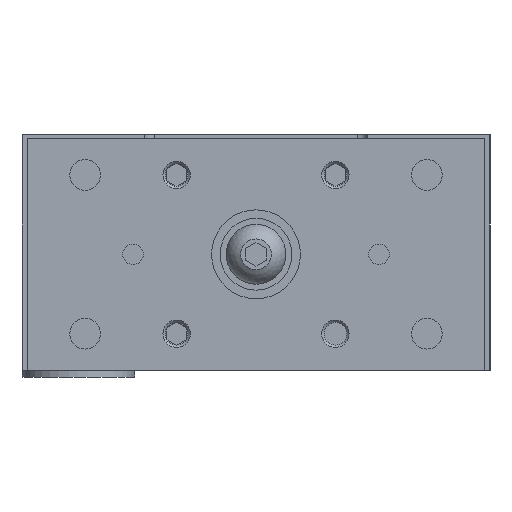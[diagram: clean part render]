
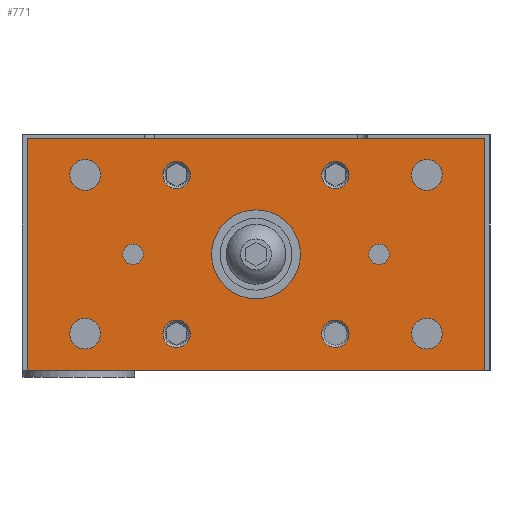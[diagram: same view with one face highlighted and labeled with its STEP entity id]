
A CAD part, left-side view. The second image highlights one B-rep face of the part: STEP entity #771.
In plain terms, the highlighted planar face has unit normal (-1, 0, 0).
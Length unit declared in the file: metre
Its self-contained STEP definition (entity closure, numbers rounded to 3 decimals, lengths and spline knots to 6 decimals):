
#771 = ADVANCED_FACE( '', ( #1858, #1859, #1860, #1861, #1862, #1863, #1864, #1865, #1866, #1867, #1868, #1869 ), #1870, .T. );
#1858 = FACE_OUTER_BOUND( '', #3325, .T. );
#1859 = FACE_BOUND( '', #3326, .T. );
#1860 = FACE_BOUND( '', #3327, .T. );
#1861 = FACE_BOUND( '', #3328, .T. );
#1862 = FACE_BOUND( '', #3329, .T. );
#1863 = FACE_BOUND( '', #3330, .T. );
#1864 = FACE_BOUND( '', #3331, .T. );
#1865 = FACE_BOUND( '', #3332, .T. );
#1866 = FACE_BOUND( '', #3333, .T. );
#1867 = FACE_BOUND( '', #3334, .T. );
#1868 = FACE_BOUND( '', #3335, .T. );
#1869 = FACE_BOUND( '', #3336, .T. );
#1870 = PLANE( '', #3337 );
#3325 = EDGE_LOOP( '', ( #5426, #5427, #5428, #5429 ) );
#3326 = EDGE_LOOP( '', ( #5430 ) );
#3327 = EDGE_LOOP( '', ( #5431 ) );
#3328 = EDGE_LOOP( '', ( #5432 ) );
#3329 = EDGE_LOOP( '', ( #5433 ) );
#3330 = EDGE_LOOP( '', ( #5434 ) );
#3331 = EDGE_LOOP( '', ( #5435 ) );
#3332 = EDGE_LOOP( '', ( #5436 ) );
#3333 = EDGE_LOOP( '', ( #5437 ) );
#3334 = EDGE_LOOP( '', ( #5438 ) );
#3335 = EDGE_LOOP( '', ( #5439 ) );
#3336 = EDGE_LOOP( '', ( #5440 ) );
#3337 = AXIS2_PLACEMENT_3D( '', #5441, #5442, #5443 );
#5426 = ORIENTED_EDGE( '', *, *, #7374, .T. );
#5427 = ORIENTED_EDGE( '', *, *, #7587, .T. );
#5428 = ORIENTED_EDGE( '', *, *, #7336, .T. );
#5429 = ORIENTED_EDGE( '', *, *, #7204, .T. );
#5430 = ORIENTED_EDGE( '', *, *, #7125, .T. );
#5431 = ORIENTED_EDGE( '', *, *, #7584, .F. );
#5432 = ORIENTED_EDGE( '', *, *, #7368, .F. );
#5433 = ORIENTED_EDGE( '', *, *, #7282, .T. );
#5434 = ORIENTED_EDGE( '', *, *, #7588, .T. );
#5435 = ORIENTED_EDGE( '', *, *, #7502, .F. );
#5436 = ORIENTED_EDGE( '', *, *, #7589, .T. );
#5437 = ORIENTED_EDGE( '', *, *, #7143, .F. );
#5438 = ORIENTED_EDGE( '', *, *, #7590, .F. );
#5439 = ORIENTED_EDGE( '', *, *, #7544, .T. );
#5440 = ORIENTED_EDGE( '', *, *, #7423, .T. );
#5441 = CARTESIAN_POINT( '', ( -0.027, -0.067, -0.001 ) );
#5442 = DIRECTION( '', ( -1., 0., 0. ) );
#5443 = DIRECTION( '', ( 0., 0., 1. ) );
#7125 = EDGE_CURVE( '', #8285, #8285, #8286, .T. );
#7143 = EDGE_CURVE( '', #8314, #8314, #8315, .T. );
#7204 = EDGE_CURVE( '', #8417, #8415, #8418, .T. );
#7282 = EDGE_CURVE( '', #8544, #8544, #8545, .T. );
#7336 = EDGE_CURVE( '', #8625, #8417, #8626, .T. );
#7368 = EDGE_CURVE( '', #8673, #8673, #8674, .T. );
#7374 = EDGE_CURVE( '', #8415, #8681, #8683, .T. );
#7423 = EDGE_CURVE( '', #8752, #8752, #8753, .T. );
#7502 = EDGE_CURVE( '', #8877, #8877, #8878, .T. );
#7544 = EDGE_CURVE( '', #8941, #8941, #8942, .T. );
#7584 = EDGE_CURVE( '', #8999, #8999, #9000, .T. );
#7587 = EDGE_CURVE( '', #8681, #8625, #9003, .T. );
#7588 = EDGE_CURVE( '', #9004, #9004, #9005, .T. );
#7589 = EDGE_CURVE( '', #9006, #9006, #9007, .T. );
#7590 = EDGE_CURVE( '', #9008, #9008, #9009, .T. );
#8285 = VERTEX_POINT( '', #9957 );
#8286 = CIRCLE( '', #9958, 0.0045 );
#8314 = VERTEX_POINT( '', #9996 );
#8315 = CIRCLE( '', #9997, 0.004 );
#8415 = VERTEX_POINT( '', #10171 );
#8417 = VERTEX_POINT( '', #10174 );
#8418 = LINE( '', #10175, #10176 );
#8544 = VERTEX_POINT( '', #10407 );
#8545 = CIRCLE( '', #10408, 0.0045 );
#8625 = VERTEX_POINT( '', #10553 );
#8626 = LINE( '', #10554, #10555 );
#8673 = VERTEX_POINT( '', #10859 );
#8674 = CIRCLE( '', #10860, 0.0045 );
#8681 = VERTEX_POINT( '', #10868 );
#8683 = LINE( '', #10871, #10872 );
#8752 = VERTEX_POINT( '', #11012 );
#8753 = CIRCLE( '', #11013, 0.013 );
#8877 = VERTEX_POINT( '', #11203 );
#8878 = CIRCLE( '', #11204, 0.003 );
#8941 = VERTEX_POINT( '', #11339 );
#8942 = CIRCLE( '', #11340, 0.004 );
#8999 = VERTEX_POINT( '', #11407 );
#9000 = CIRCLE( '', #11408, 0.0045 );
#9003 = LINE( '', #11411, #11412 );
#9004 = VERTEX_POINT( '', #11413 );
#9005 = CIRCLE( '', #11414, 0.003 );
#9006 = VERTEX_POINT( '', #11415 );
#9007 = CIRCLE( '', #11416, 0.004 );
#9008 = VERTEX_POINT( '', #11417 );
#9009 = CIRCLE( '', #11418, 0.004 );
#9957 = CARTESIAN_POINT( '', ( -0.027, 0.0455, -0.01175 ) );
#9958 = AXIS2_PLACEMENT_3D( '', #12223, #12224, #12225 );
#9996 = CARTESIAN_POINT( '', ( -0.027, -0.02725, -0.01175 ) );
#9997 = AXIS2_PLACEMENT_3D( '', #12242, #12243, #12244 );
#10171 = CARTESIAN_POINT( '', ( -0.027, -0.067, -0.069 ) );
#10174 = CARTESIAN_POINT( '', ( -0.027, 0.067, -0.069 ) );
#10175 = CARTESIAN_POINT( '', ( -0.027, 0.067, -0.069 ) );
#10176 = VECTOR( '', #12333, 1. );
#10407 = CARTESIAN_POINT( '', ( -0.027, -0.0455, -0.05825 ) );
#10408 = AXIS2_PLACEMENT_3D( '', #12439, #12440, #12441 );
#10553 = CARTESIAN_POINT( '', ( -0.027, 0.067, -0.001 ) );
#10554 = CARTESIAN_POINT( '', ( -0.027, 0.067, -0.001 ) );
#10555 = VECTOR( '', #12512, 1. );
#10859 = CARTESIAN_POINT( '', ( -0.027, 0.0455, -0.05825 ) );
#10860 = AXIS2_PLACEMENT_3D( '', #12552, #12553, #12554 );
#10868 = CARTESIAN_POINT( '', ( -0.027, -0.067, -0.001 ) );
#10871 = CARTESIAN_POINT( '', ( -0.027, -0.067, -0.069 ) );
#10872 = VECTOR( '', #12560, 1. );
#11012 = CARTESIAN_POINT( '', ( -0.027, 0.013, -0.035 ) );
#11013 = AXIS2_PLACEMENT_3D( '', #12612, #12613, #12614 );
#11203 = CARTESIAN_POINT( '', ( -0.027, -0.039, -0.035 ) );
#11204 = AXIS2_PLACEMENT_3D( '', #12737, #12738, #12739 );
#11339 = CARTESIAN_POINT( '', ( -0.027, -0.02725, -0.05825 ) );
#11340 = AXIS2_PLACEMENT_3D( '', #12803, #12804, #12805 );
#11407 = CARTESIAN_POINT( '', ( -0.027, -0.0455, -0.01175 ) );
#11408 = AXIS2_PLACEMENT_3D( '', #12867, #12868, #12869 );
#11411 = CARTESIAN_POINT( '', ( -0.027, -0.067, -0.001 ) );
#11412 = VECTOR( '', #12870, 1. );
#11413 = CARTESIAN_POINT( '', ( -0.027, 0.039, -0.035 ) );
#11414 = AXIS2_PLACEMENT_3D( '', #12871, #12872, #12873 );
#11415 = CARTESIAN_POINT( '', ( -0.027, 0.02725, -0.01175 ) );
#11416 = AXIS2_PLACEMENT_3D( '', #12874, #12875, #12876 );
#11417 = CARTESIAN_POINT( '', ( -0.027, 0.02725, -0.05825 ) );
#11418 = AXIS2_PLACEMENT_3D( '', #12877, #12878, #12879 );
#12223 = CARTESIAN_POINT( '', ( -0.027, 0.05, -0.01175 ) );
#12224 = DIRECTION( '', ( 1., 0., 0. ) );
#12225 = DIRECTION( '', ( 0., -1., 0. ) );
#12242 = CARTESIAN_POINT( '', ( -0.027, -0.02325, -0.01175 ) );
#12243 = DIRECTION( '', ( -1., 0., 0. ) );
#12244 = DIRECTION( '', ( 0., -1., 0. ) );
#12333 = DIRECTION( '', ( 0., -1., 0. ) );
#12439 = CARTESIAN_POINT( '', ( -0.027, -0.05, -0.05825 ) );
#12440 = DIRECTION( '', ( 1., 0., 0. ) );
#12441 = DIRECTION( '', ( 0., 1., 0. ) );
#12512 = DIRECTION( '', ( 0., 0., -1. ) );
#12552 = CARTESIAN_POINT( '', ( -0.027, 0.05, -0.05825 ) );
#12553 = DIRECTION( '', ( -1., 0., 0. ) );
#12554 = DIRECTION( '', ( 0., -1., 0. ) );
#12560 = DIRECTION( '', ( 0., 0., 1. ) );
#12612 = CARTESIAN_POINT( '', ( -0.027, 0., -0.035 ) );
#12613 = DIRECTION( '', ( 1., 0., 0. ) );
#12614 = DIRECTION( '', ( 0., 1., 0. ) );
#12737 = CARTESIAN_POINT( '', ( -0.027, -0.036, -0.035 ) );
#12738 = DIRECTION( '', ( -1., 0., 0. ) );
#12739 = DIRECTION( '', ( 0., -1., 0. ) );
#12803 = CARTESIAN_POINT( '', ( -0.027, -0.02325, -0.05825 ) );
#12804 = DIRECTION( '', ( 1., 0., 0. ) );
#12805 = DIRECTION( '', ( 0., -1., 0. ) );
#12867 = CARTESIAN_POINT( '', ( -0.027, -0.05, -0.01175 ) );
#12868 = DIRECTION( '', ( -1., 0., 0. ) );
#12869 = DIRECTION( '', ( 0., 1., 0. ) );
#12870 = DIRECTION( '', ( 0., 1., 0. ) );
#12871 = CARTESIAN_POINT( '', ( -0.027, 0.036, -0.035 ) );
#12872 = DIRECTION( '', ( 1., 0., 0. ) );
#12873 = DIRECTION( '', ( 0., 1., 0. ) );
#12874 = CARTESIAN_POINT( '', ( -0.027, 0.02325, -0.01175 ) );
#12875 = DIRECTION( '', ( 1., 0., 0. ) );
#12876 = DIRECTION( '', ( 0., 1., 0. ) );
#12877 = CARTESIAN_POINT( '', ( -0.027, 0.02325, -0.05825 ) );
#12878 = DIRECTION( '', ( -1., 0., 0. ) );
#12879 = DIRECTION( '', ( 0., 1., 0. ) );
